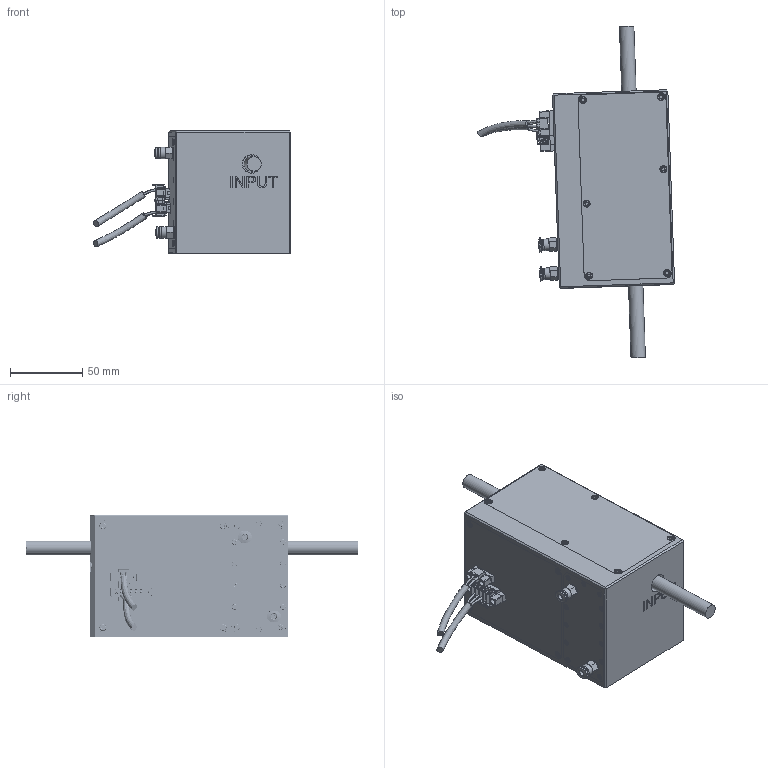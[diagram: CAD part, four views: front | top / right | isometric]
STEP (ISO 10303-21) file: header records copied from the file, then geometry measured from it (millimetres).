
FILE_DESCRIPTION(/* description */ (''),/* implementation_level */ '2;1');
FILE_NAME(/* name */ 'LPA-Uv1.1 STEP.step',/* time_stamp */ '2022-02-17T14:35:18+02:00',/* author */ (''),/* organization */ (''),/* preprocessor_version */ 'ST-DEVELOPER v18.1',/* originating_system */ 'Autodesk Translation Framework v10.13.0.1454',/* authorisation */ '');
FILE_SCHEMA (('AUTOMOTIVE_DESIGN { 1 0 10303 214 3 1 1 }'));
Products named in the file (22): LPA-Uv1.1; BSHP assembly v1; ULP-03-00; SMC 2.2 v1; 691323100002; COMPOUND; 691323100005; COMPOUND (1); JST_XH_B4B-XH-A_1x04_P2.50mm_Vertical; SOLID; COMPOUND (2); ULP-08-00; ULP-07-00; M2x8 Socket; M1.6x3 Socket; ULP-09-00; M2x5 Countersunk; ULP-10-00; M2.5x5 ocket; Water plug; Power_691364100002 v2; Control_691364100005 v2
Assembly tree (51 placements, depth 4):
  LPA-Uv1.1
    BSHP assembly v1
    ULP-03-00
    SMC 2.2 v1
      691323100002
        COMPOUND
      691323100005
        COMPOUND (1)
      JST_XH_B4B-XH-A_1x04_P2.50mm_Vertical
        SOLID
      COMPOUND (2)
    ULP-08-00
    ULP-07-00
    M2x8 Socket  x14
    M1.6x3 Socket  x5
    ULP-09-00
    M2x5 Countersunk  x4
    ULP-10-00
    M2.5x5 ocket  x10
    Water plug  x2
    Power_691364100002 v2
    Control_691364100005 v2
Bounding box: 136.68 x 230.21 x 85 mm (x, y, z)
Volume: 879796.6 mm3; surface area: 148994.9 mm2
Topology: 58 solids, 64 shells, 3587 faces, 9217 edges, 5926 vertices
Faces by surface type: plane 1609, cylinder 1396, cone 402, bspline 154, torus 26
Full cylindrical faces by diameter (mm): 0.6 x3, 1.1 x4, 1.145 x35, 1.271 x5, 1.3 x7, 1.48 x298, 1.5 x14, 1.6 x30, 1.623 x18, 1.8 x11, 1.9 x7, 1.915 x100, 2 x306, 2.075 x8, 2.1 x11, 2.121 x8, 2.2 x2, 2.5 x104, 2.7 x4, 2.8 x7, 3 x13, 3.332 x4, 3.8 x14, 3.9 x14, 4 x9, 4.234 x2, 4.5 x10, 4.8 x10, 5 x2, 5.035 x4
Entity records: 75169 total; most frequent: CARTESIAN_POINT 24799, ORIENTED_EDGE 10320, DIRECTION 9518, EDGE_CURVE 5160, LINE 3700, VECTOR 3700, VERTEX_POINT 3369, AXIS2_PLACEMENT_3D 2909
